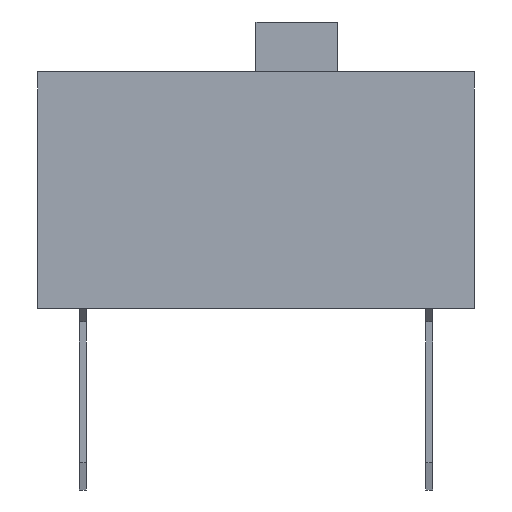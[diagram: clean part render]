
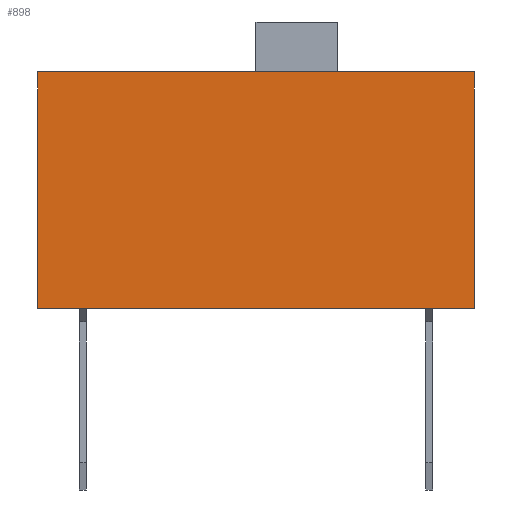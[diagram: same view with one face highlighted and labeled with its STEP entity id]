
A CAD part, left-side view. The second image highlights one B-rep face of the part: STEP entity #898.
In plain terms, the highlighted planar face has unit normal (-1, 0, 0).
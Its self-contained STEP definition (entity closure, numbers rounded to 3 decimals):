
#898 = ADVANCED_FACE( '', ( #1822 ), #1823, .F. );
#1822 = FACE_OUTER_BOUND( '', #2777, .T. );
#1823 = PLANE( '', #2778 );
#2777 = EDGE_LOOP( '', ( #5383, #5384, #5385, #5386 ) );
#2778 = AXIS2_PLACEMENT_3D( '', #5387, #5388, #5389 );
#5383 = ORIENTED_EDGE( '', *, *, #6109, .T. );
#5384 = ORIENTED_EDGE( '', *, *, #6960, .F. );
#5385 = ORIENTED_EDGE( '', *, *, #6653, .F. );
#5386 = ORIENTED_EDGE( '', *, *, #6939, .T. );
#5387 = CARTESIAN_POINT( '', ( -8.12, 4.8, 5.2 ) );
#5388 = DIRECTION( '', ( 1., 0., 0. ) );
#5389 = DIRECTION( '', ( 0., 0., -1. ) );
#6109 = EDGE_CURVE( '', #7314, #7315, #7316, .T. );
#6653 = EDGE_CURVE( '', #8174, #8175, #8176, .T. );
#6939 = EDGE_CURVE( '', #8174, #7314, #8548, .T. );
#6960 = EDGE_CURVE( '', #8175, #7315, #8570, .T. );
#7314 = VERTEX_POINT( '', #9187 );
#7315 = VERTEX_POINT( '', #9188 );
#7316 = LINE( '', #9189, #9190 );
#8174 = VERTEX_POINT( '', #10745 );
#8175 = VERTEX_POINT( '', #10746 );
#8176 = LINE( '', #10747, #10748 );
#8548 = LINE( '', #11427, #11428 );
#8570 = LINE( '', #11459, #11460 );
#9187 = CARTESIAN_POINT( '', ( -8.12, 4.8, 0. ) );
#9188 = CARTESIAN_POINT( '', ( -8.12, -4.8, 0. ) );
#9189 = CARTESIAN_POINT( '', ( -8.12, 4.8, 0. ) );
#9190 = VECTOR( '', #11694, 1000. );
#10745 = CARTESIAN_POINT( '', ( -8.12, 4.8, 5.2 ) );
#10746 = CARTESIAN_POINT( '', ( -8.12, -4.8, 5.2 ) );
#10747 = CARTESIAN_POINT( '', ( -8.12, 4.8, 5.2 ) );
#10748 = VECTOR( '', #12060, 1000. );
#11427 = CARTESIAN_POINT( '', ( -8.12, 4.8, 5.2 ) );
#11428 = VECTOR( '', #12216, 1000. );
#11459 = CARTESIAN_POINT( '', ( -8.12, -4.8, 5.2 ) );
#11460 = VECTOR( '', #12224, 1000. );
#11694 = DIRECTION( '', ( 0., -1., 0. ) );
#12060 = DIRECTION( '', ( 0., -1., 0. ) );
#12216 = DIRECTION( '', ( 0., 0., -1. ) );
#12224 = DIRECTION( '', ( 0., 0., -1. ) );
